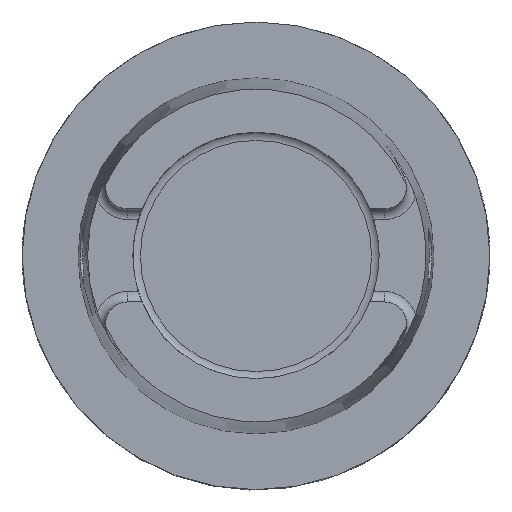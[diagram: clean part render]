
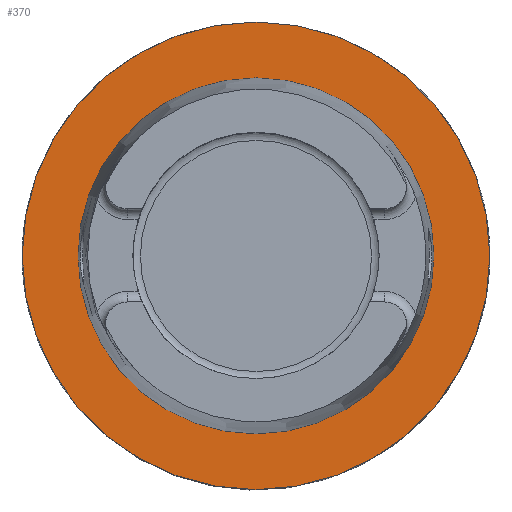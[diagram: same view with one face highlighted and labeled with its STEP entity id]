
A CAD part, top view. The second image highlights one B-rep face of the part: STEP entity #370.
In plain terms, the highlighted planar face has unit normal (0, 0, 1).
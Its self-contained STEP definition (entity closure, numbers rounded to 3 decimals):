
#47=FACE_BOUND('',#531,.T.);
#48=FACE_BOUND('',#532,.T.);
#98=PLANE('',#1568);
#370=ADVANCED_FACE('',(#47,#48),#98,.F.);
#531=EDGE_LOOP('',(#858));
#532=EDGE_LOOP('',(#859));
#858=ORIENTED_EDGE('',*,*,#1301,.F.);
#859=ORIENTED_EDGE('',*,*,#1300,.F.);
#1123=VERTEX_POINT('',#2377);
#1124=VERTEX_POINT('',#2380);
#1300=EDGE_CURVE('',#1123,#1123,#1424,.T.);
#1301=EDGE_CURVE('',#1124,#1124,#1425,.T.);
#1424=CIRCLE('',#1565,19.975);
#1425=CIRCLE('',#1567,15.204);
#1565=AXIS2_PLACEMENT_3D('',#2376,#1859,#1860);
#1567=AXIS2_PLACEMENT_3D('',#2379,#1863,#1864);
#1568=AXIS2_PLACEMENT_3D('',#2381,#1865,#1866);
#1859=DIRECTION('',(0.,0.,-1.));
#1860=DIRECTION('',(1.,0.,0.));
#1863=DIRECTION('',(0.,0.,1.));
#1864=DIRECTION('',(1.,0.,0.));
#1865=DIRECTION('',(0.,0.,-1.));
#1866=DIRECTION('',(1.,0.,0.));
#2376=CARTESIAN_POINT('',(0.,0.,0.));
#2377=CARTESIAN_POINT('',(19.975,0.,0.));
#2379=CARTESIAN_POINT('',(0.,0.,0.));
#2380=CARTESIAN_POINT('',(15.204,0.,0.));
#2381=CARTESIAN_POINT('',(0.,-16.014,0.));
